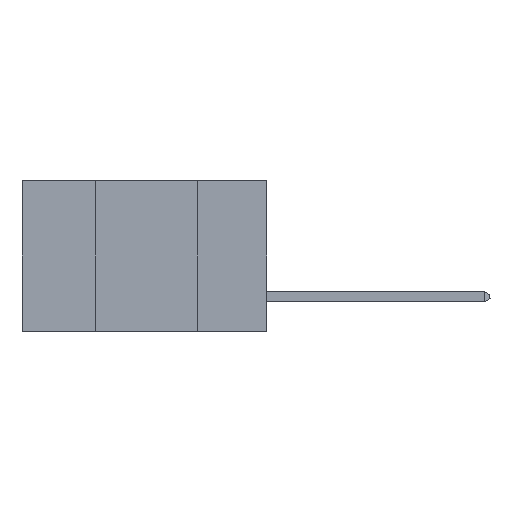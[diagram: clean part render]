
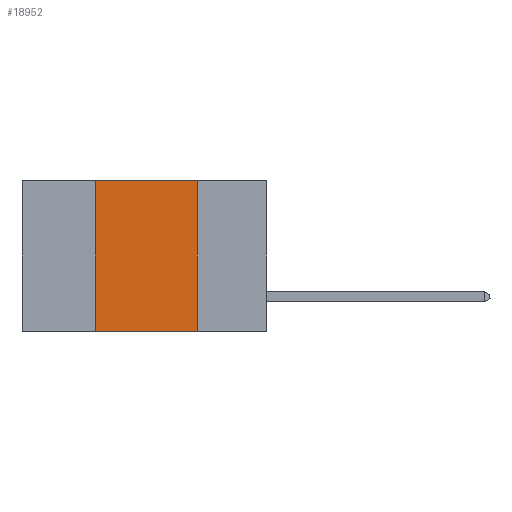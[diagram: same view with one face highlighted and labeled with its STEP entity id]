
A CAD part, left-side view. The second image highlights one B-rep face of the part: STEP entity #18952.
In plain terms, the highlighted planar face has unit normal (-1, 0, 0).
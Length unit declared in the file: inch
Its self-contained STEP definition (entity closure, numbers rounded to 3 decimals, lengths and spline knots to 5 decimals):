
#1947 = CARTESIAN_POINT ( 'NONE',  ( 0., 0.17, -0.37 ) ) ;
#3157 = CARTESIAN_POINT ( 'NONE',  ( 0., 0.17, 0. ) ) ;
#4306 = DIRECTION ( 'NONE',  ( 0., -1., 0. ) ) ;
#6374 = VECTOR ( 'NONE', #15752, 39.37008 ) ;
#9766 = VERTEX_POINT ( 'NONE', #47427 ) ;
#12690 = DIRECTION ( 'NONE',  ( 0., 0., -1. ) ) ;
#15752 = DIRECTION ( 'NONE',  ( 0., 0., -1. ) ) ;
#16598 = PLANE ( 'NONE',  #24941 ) ;
#17457 = LINE ( 'NONE', #3157, #6374 ) ;
#18549 = CARTESIAN_POINT ( 'NONE',  ( 0., 0.42, 0. ) ) ;
#18789 = ORIENTED_EDGE ( 'NONE', *, *, #19965, .F. ) ;
#18952 = ADVANCED_FACE ( 'NONE', ( #29357 ), #16598, .F. ) ;
#19505 = EDGE_LOOP ( 'NONE', ( #18789, #29883, #23028, #47373 ) ) ;
#19965 = EDGE_CURVE ( 'NONE', #25314, #23230, #17457, .T. ) ;
#21384 = LINE ( 'NONE', #30182, #40118 ) ;
#22658 = CARTESIAN_POINT ( 'NONE',  ( 0., 0.17, 0. ) ) ;
#23028 = ORIENTED_EDGE ( 'NONE', *, *, #44459, .F. ) ;
#23230 = VERTEX_POINT ( 'NONE', #1947 ) ;
#24941 = AXIS2_PLACEMENT_3D ( 'NONE', #28021, #42779, #12690 ) ;
#25314 = VERTEX_POINT ( 'NONE', #22658 ) ;
#28021 = CARTESIAN_POINT ( 'NONE',  ( 0., 0.6, 0. ) ) ;
#28110 = EDGE_CURVE ( 'NONE', #9766, #25314, #21384, .T. ) ;
#29357 = FACE_OUTER_BOUND ( 'NONE', #19505, .T. ) ;
#29883 = ORIENTED_EDGE ( 'NONE', *, *, #28110, .F. ) ;
#30182 = CARTESIAN_POINT ( 'NONE',  ( 0., 0.6, 0. ) ) ;
#30421 = CARTESIAN_POINT ( 'NONE',  ( 0., 0.42, -0.37 ) ) ;
#33068 = LINE ( 'NONE', #18549, #38852 ) ;
#36848 = DIRECTION ( 'NONE',  ( 0., 0., 1. ) ) ;
#38128 = EDGE_CURVE ( 'NONE', #41967, #23230, #39756, .T. ) ;
#38852 = VECTOR ( 'NONE', #36848, 39.37008 ) ;
#39756 = LINE ( 'NONE', #41105, #47992 ) ;
#40118 = VECTOR ( 'NONE', #44756, 39.37008 ) ;
#41105 = CARTESIAN_POINT ( 'NONE',  ( 0., 0.6, -0.37 ) ) ;
#41967 = VERTEX_POINT ( 'NONE', #30421 ) ;
#42779 = DIRECTION ( 'NONE',  ( 1., 0., 0. ) ) ;
#44459 = EDGE_CURVE ( 'NONE', #41967, #9766, #33068, .T. ) ;
#44756 = DIRECTION ( 'NONE',  ( 0., -1., 0. ) ) ;
#47373 = ORIENTED_EDGE ( 'NONE', *, *, #38128, .T. ) ;
#47427 = CARTESIAN_POINT ( 'NONE',  ( 0., 0.42, 0. ) ) ;
#47992 = VECTOR ( 'NONE', #4306, 39.37008 ) ;
